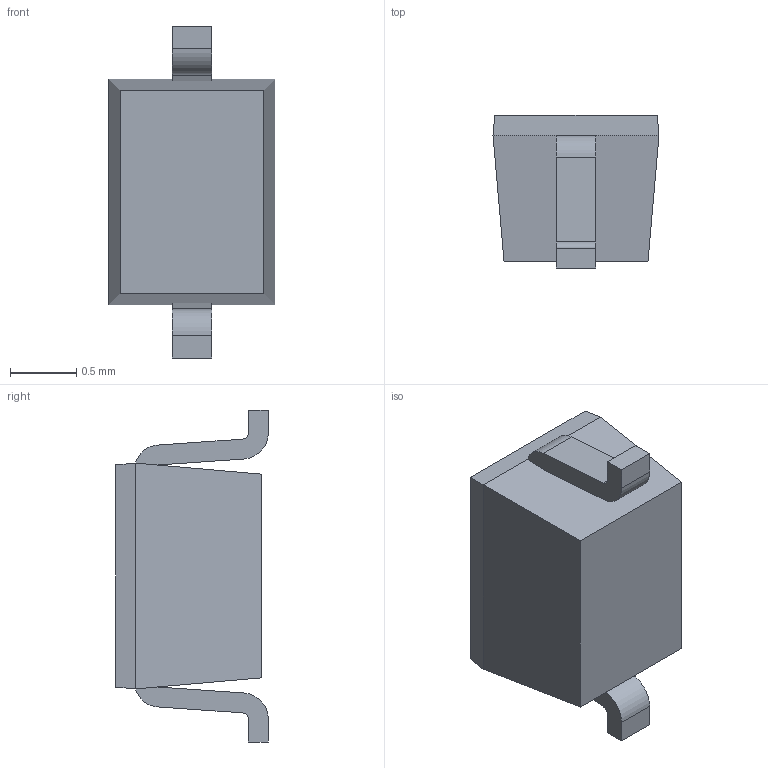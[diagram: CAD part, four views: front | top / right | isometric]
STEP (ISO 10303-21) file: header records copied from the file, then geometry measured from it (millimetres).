
FILE_DESCRIPTION (( 'STEP AP214' ), '1' );
FILE_NAME ('CUS10S30,H3F.STEP', '2019-06-17T21:27:15', ( '' ), ( '' ), 'SwSTEP 2.0', 'SolidWorks 2017', '' );
FILE_SCHEMA (( 'AUTOMOTIVE_DESIGN' ));
Length unit declared in the file: millimetre
Products named in the file (1): CUS10S30,H3F
Bounding box: 1.25 x 1.15 x 2.5 mm (x, y, z)
Volume: 2.2 mm3; surface area: 12.7 mm2
Topology: 4 solids, 4 shells, 43 faces, 98 edges, 64 vertices
Faces by surface type: plane 37, cylinder 6
Entity records: 1253 total; most frequent: CARTESIAN_POINT 206, DIRECTION 198, ORIENTED_EDGE 196, EDGE_CURVE 98, VECTOR 86, LINE 86, VERTEX_POINT 64, AXIS2_PLACEMENT_3D 56
